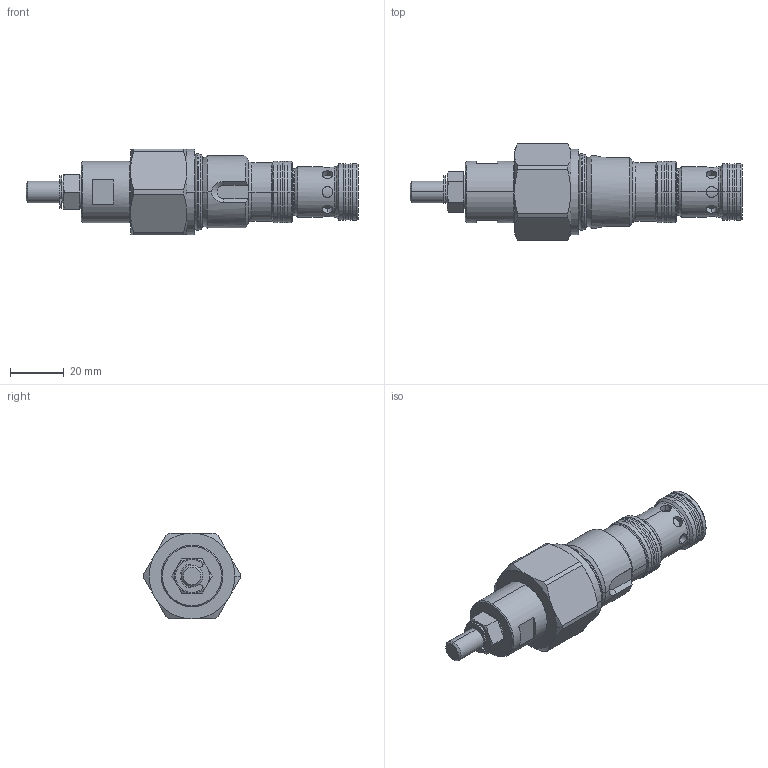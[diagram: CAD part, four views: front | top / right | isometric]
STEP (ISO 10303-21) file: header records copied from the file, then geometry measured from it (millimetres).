
FILE_DESCRIPTION (( 'STEP AP214' ), '1' );
FILE_NAME ('455.F3_Kunde.STEP', '2017-02-22T06:46:45', ( 'user' ), ( '' ), 'SwSTEP 2.0', 'SolidWorks 2016', '' );
FILE_SCHEMA (( 'AUTOMOTIVE_DESIGN' ));
Length unit declared in the file: millimetre
Products named in the file (1): 455.F3_Kunde
Bounding box: 124.07 x 36 x 32 mm (x, y, z)
Volume: 54800.3 mm3; surface area: 12145.1 mm2
Topology: 3 solids, 3 shells, 223 faces, 497 edges, 299 vertices
Faces by surface type: cylinder 84, plane 53, cone 52, torus 26, bspline 8
Entity records: 7296 total; most frequent: CARTESIAN_POINT 2287, DIRECTION 1066, ORIENTED_EDGE 994, EDGE_CURVE 497, AXIS2_PLACEMENT_3D 444, VERTEX_POINT 299, EDGE_LOOP 244, CIRCLE 228
